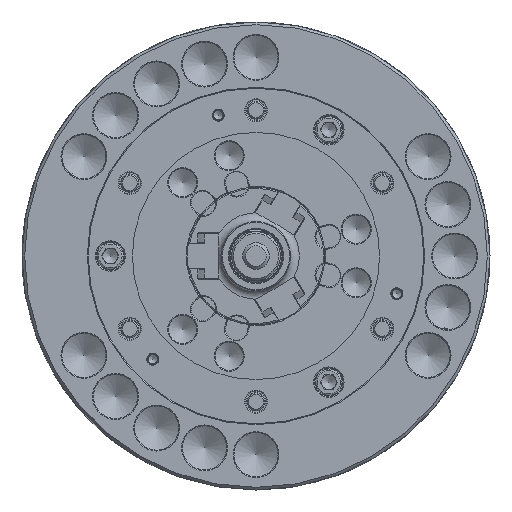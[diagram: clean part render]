
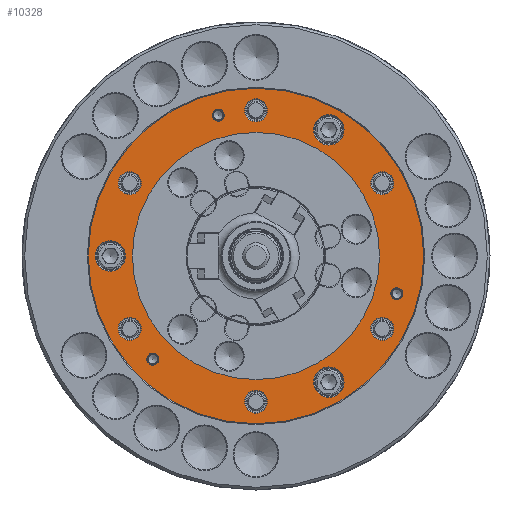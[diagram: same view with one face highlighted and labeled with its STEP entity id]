
A CAD part, left-side view. The second image highlights one B-rep face of the part: STEP entity #10328.
In plain terms, the highlighted planar face has unit normal (-1, 0, 0).
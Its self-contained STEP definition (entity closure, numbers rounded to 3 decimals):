
#10328 = ADVANCED_FACE( '', ( #22452, #22453, #22454, #22455, #22456, #22457, #22458, #22459, #22460, #22461, #22462, #22463, #22464, #22465 ), #22466, .T. );
#22452 = FACE_BOUND( '', #36238, .T. );
#22453 = FACE_BOUND( '', #36239, .T. );
#22454 = FACE_BOUND( '', #36240, .T. );
#22455 = FACE_BOUND( '', #36241, .T. );
#22456 = FACE_OUTER_BOUND( '', #36242, .T. );
#22457 = FACE_BOUND( '', #36243, .T. );
#22458 = FACE_BOUND( '', #36244, .T. );
#22459 = FACE_BOUND( '', #36245, .T. );
#22460 = FACE_BOUND( '', #36246, .T. );
#22461 = FACE_BOUND( '', #36247, .T. );
#22462 = FACE_BOUND( '', #36248, .T. );
#22463 = FACE_BOUND( '', #36249, .T. );
#22464 = FACE_BOUND( '', #36250, .T. );
#22465 = FACE_BOUND( '', #36251, .T. );
#22466 = PLANE( '', #36252 );
#36238 = EDGE_LOOP( '', ( #72423 ) );
#36239 = EDGE_LOOP( '', ( #72424 ) );
#36240 = EDGE_LOOP( '', ( #72425 ) );
#36241 = EDGE_LOOP( '', ( #72426 ) );
#36242 = EDGE_LOOP( '', ( #72427 ) );
#36243 = EDGE_LOOP( '', ( #72428 ) );
#36244 = EDGE_LOOP( '', ( #72429 ) );
#36245 = EDGE_LOOP( '', ( #72430 ) );
#36246 = EDGE_LOOP( '', ( #72431 ) );
#36247 = EDGE_LOOP( '', ( #72432 ) );
#36248 = EDGE_LOOP( '', ( #72433 ) );
#36249 = EDGE_LOOP( '', ( #72434 ) );
#36250 = EDGE_LOOP( '', ( #72435 ) );
#36251 = EDGE_LOOP( '', ( #72436 ) );
#36252 = AXIS2_PLACEMENT_3D( '', #72437, #72438, #72439 );
#72423 = ORIENTED_EDGE( '', *, *, #102338, .F. );
#72424 = ORIENTED_EDGE( '', *, *, #94146, .F. );
#72425 = ORIENTED_EDGE( '', *, *, #90347, .F. );
#72426 = ORIENTED_EDGE( '', *, *, #103050, .T. );
#72427 = ORIENTED_EDGE( '', *, *, #89150, .T. );
#72428 = ORIENTED_EDGE( '', *, *, #100918, .T. );
#72429 = ORIENTED_EDGE( '', *, *, #103051, .F. );
#72430 = ORIENTED_EDGE( '', *, *, #103052, .T. );
#72431 = ORIENTED_EDGE( '', *, *, #100489, .F. );
#72432 = ORIENTED_EDGE( '', *, *, #103053, .T. );
#72433 = ORIENTED_EDGE( '', *, *, #99628, .T. );
#72434 = ORIENTED_EDGE( '', *, *, #90991, .F. );
#72435 = ORIENTED_EDGE( '', *, *, #89794, .F. );
#72436 = ORIENTED_EDGE( '', *, *, #103054, .T. );
#72437 = CARTESIAN_POINT( '', ( -119., 70., -121.244 ) );
#72438 = DIRECTION( '', ( -1., 0., 0. ) );
#72439 = DIRECTION( '', ( 0., 0., 1. ) );
#89150 = EDGE_CURVE( '', #109675, #109675, #109676, .T. );
#89794 = EDGE_CURVE( '', #110790, #110790, #110791, .T. );
#90347 = EDGE_CURVE( '', #111763, #111763, #111764, .T. );
#90991 = EDGE_CURVE( '', #112836, #112836, #112837, .T. );
#94146 = EDGE_CURVE( '', #118145, #118145, #118146, .T. );
#99628 = EDGE_CURVE( '', #126286, #126286, #126287, .T. );
#100489 = EDGE_CURVE( '', #127445, #127445, #127446, .T. );
#100918 = EDGE_CURVE( '', #128010, #128010, #128011, .T. );
#102338 = EDGE_CURVE( '', #129836, #129836, #129837, .T. );
#103050 = EDGE_CURVE( '', #130696, #130696, #130697, .T. );
#103051 = EDGE_CURVE( '', #130698, #130698, #130699, .T. );
#103052 = EDGE_CURVE( '', #130700, #130700, #130701, .T. );
#103053 = EDGE_CURVE( '', #130702, #130702, #130703, .T. );
#103054 = EDGE_CURVE( '', #130704, #130704, #130705, .T. );
#109675 = VERTEX_POINT( '', #139556 );
#109676 = CIRCLE( '', #139557, 190. );
#110790 = VERTEX_POINT( '', #141212 );
#110791 = CIRCLE( '', #141213, 13. );
#111763 = VERTEX_POINT( '', #142878 );
#111764 = CIRCLE( '', #142879, 6.824 );
#112836 = VERTEX_POINT( '', #144629 );
#112837 = CIRCLE( '', #144630, 13. );
#118145 = VERTEX_POINT( '', #152841 );
#118146 = CIRCLE( '', #152842, 6.824 );
#126286 = VERTEX_POINT( '', #165996 );
#126287 = CIRCLE( '', #165997, 13. );
#127445 = VERTEX_POINT( '', #167903 );
#127446 = CIRCLE( '', #167904, 13. );
#128010 = VERTEX_POINT( '', #168910 );
#128011 = CIRCLE( '', #168911, 140. );
#129836 = VERTEX_POINT( '', #171855 );
#129837 = CIRCLE( '', #171856, 6.824 );
#130696 = VERTEX_POINT( '', #173214 );
#130697 = CIRCLE( '', #173215, 17.2 );
#130698 = VERTEX_POINT( '', #173216 );
#130699 = CIRCLE( '', #173217, 17.2 );
#130700 = VERTEX_POINT( '', #173218 );
#130701 = CIRCLE( '', #173219, 17.2 );
#130702 = VERTEX_POINT( '', #173220 );
#130703 = CIRCLE( '', #173221, 13. );
#130704 = VERTEX_POINT( '', #173222 );
#130705 = CIRCLE( '', #173223, 13. );
#139556 = CARTESIAN_POINT( '', ( -119., 0., 190. ) );
#139557 = AXIS2_PLACEMENT_3D( '', #180077, #180078, #180079 );
#141212 = CARTESIAN_POINT( '', ( -119., 11.258, -171.6 ) );
#141213 = AXIS2_PLACEMENT_3D( '', #180723, #180724, #180725 );
#142878 = CARTESIAN_POINT( '', ( -119., 116.743, -109.92 ) );
#142879 = AXIS2_PLACEMENT_3D( '', #181274, #181275, #181276 );
#144629 = CARTESIAN_POINT( '', ( -119., 142.981, 95.55 ) );
#144630 = AXIS2_PLACEMENT_3D( '', #181901, #181902, #181903 );
#152841 = CARTESIAN_POINT( '', ( -119., -159.474, -35.908 ) );
#152842 = AXIS2_PLACEMENT_3D( '', #184938, #184939, #184940 );
#165996 = CARTESIAN_POINT( '', ( -119., 11.258, 171.6 ) );
#165997 = AXIS2_PLACEMENT_3D( '', #189929, #189930, #189931 );
#167903 = CARTESIAN_POINT( '', ( -119., -154.239, 76.05 ) );
#167904 = AXIS2_PLACEMENT_3D( '', #190688, #190689, #190690 );
#168910 = CARTESIAN_POINT( '', ( -119., 0., -140. ) );
#168911 = AXIS2_PLACEMENT_3D( '', #191060, #191061, #191062 );
#171855 = CARTESIAN_POINT( '', ( -119., 42.731, 166.298 ) );
#171856 = AXIS2_PLACEMENT_3D( '', #192296, #192297, #192298 );
#173214 = CARTESIAN_POINT( '', ( -119., -97.396, -134.294 ) );
#173215 = AXIS2_PLACEMENT_3D( '', #192862, #192863, #192864 );
#173216 = CARTESIAN_POINT( '', ( -119., 165., 17.2 ) );
#173217 = AXIS2_PLACEMENT_3D( '', #192865, #192866, #192867 );
#173218 = CARTESIAN_POINT( '', ( -119., -67.604, 151.494 ) );
#173219 = AXIS2_PLACEMENT_3D( '', #192868, #192869, #192870 );
#173220 = CARTESIAN_POINT( '', ( -119., -154.239, -76.05 ) );
#173221 = AXIS2_PLACEMENT_3D( '', #192871, #192872, #192873 );
#173222 = CARTESIAN_POINT( '', ( -119., 142.981, -95.55 ) );
#173223 = AXIS2_PLACEMENT_3D( '', #192874, #192875, #192876 );
#180077 = CARTESIAN_POINT( '', ( -119., 0., 0. ) );
#180078 = DIRECTION( '', ( -1., 0., 0. ) );
#180079 = DIRECTION( '', ( 0., 0., 1. ) );
#180723 = CARTESIAN_POINT( '', ( -119., 0., -165.1 ) );
#180724 = DIRECTION( '', ( -1., 0., 0. ) );
#180725 = DIRECTION( '', ( 0., 0.866, -0.5 ) );
#181274 = CARTESIAN_POINT( '', ( -119., 116.743, -116.743 ) );
#181275 = DIRECTION( '', ( -1., 0., 0. ) );
#181276 = DIRECTION( '', ( 0., 0., 1. ) );
#181901 = CARTESIAN_POINT( '', ( -119., 142.981, 82.55 ) );
#181902 = DIRECTION( '', ( -1., 0., 0. ) );
#181903 = DIRECTION( '', ( 0., 0., 1. ) );
#184938 = CARTESIAN_POINT( '', ( -119., -159.474, -42.731 ) );
#184939 = DIRECTION( '', ( -1., 0., 0. ) );
#184940 = DIRECTION( '', ( 0., 0., 1. ) );
#189929 = CARTESIAN_POINT( '', ( -119., 0., 165.1 ) );
#189930 = DIRECTION( '', ( 1., 0., 0. ) );
#189931 = DIRECTION( '', ( 0., 0.866, 0.5 ) );
#190688 = CARTESIAN_POINT( '', ( -119., -142.981, 82.55 ) );
#190689 = DIRECTION( '', ( -1., 0., 0. ) );
#190690 = DIRECTION( '', ( 0., -0.866, -0.5 ) );
#191060 = CARTESIAN_POINT( '', ( -119., 0., 0. ) );
#191061 = DIRECTION( '', ( 1., 0., 0. ) );
#191062 = DIRECTION( '', ( 0., 0., -1. ) );
#192296 = CARTESIAN_POINT( '', ( -119., 42.731, 159.474 ) );
#192297 = DIRECTION( '', ( -1., 0., 0. ) );
#192298 = DIRECTION( '', ( 0., 0., 1. ) );
#192862 = CARTESIAN_POINT( '', ( -119., -82.5, -142.894 ) );
#192863 = DIRECTION( '', ( 1., 0., 0. ) );
#192864 = DIRECTION( '', ( 0., -0.866, 0.5 ) );
#192865 = CARTESIAN_POINT( '', ( -119., 165., 0. ) );
#192866 = DIRECTION( '', ( -1., 0., 0. ) );
#192867 = DIRECTION( '', ( 0., 0., 1. ) );
#192868 = CARTESIAN_POINT( '', ( -119., -82.5, 142.894 ) );
#192869 = DIRECTION( '', ( 1., 0., 0. ) );
#192870 = DIRECTION( '', ( 0., 0.866, 0.5 ) );
#192871 = CARTESIAN_POINT( '', ( -119., -142.981, -82.55 ) );
#192872 = DIRECTION( '', ( 1., 0., 0. ) );
#192873 = DIRECTION( '', ( 0., -0.866, 0.5 ) );
#192874 = CARTESIAN_POINT( '', ( -119., 142.981, -82.55 ) );
#192875 = DIRECTION( '', ( 1., 0., 0. ) );
#192876 = DIRECTION( '', ( 0., 0., -1. ) );
